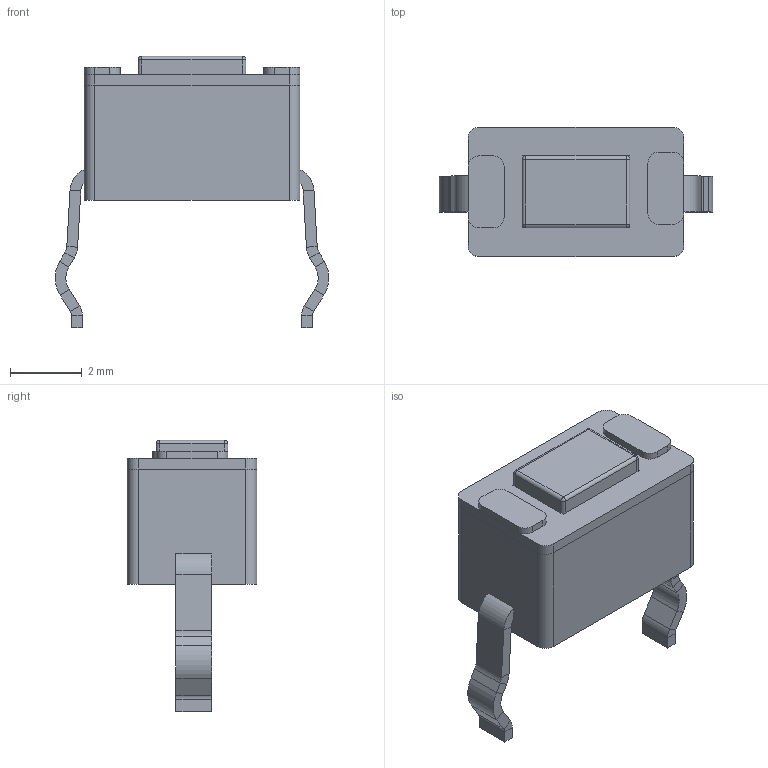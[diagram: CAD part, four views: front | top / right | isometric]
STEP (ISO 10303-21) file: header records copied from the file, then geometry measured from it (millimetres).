
FILE_DESCRIPTION(('FreeCAD Model'),'2;1');
FILE_NAME('Open CASCADE Shape Model','2023-03-02T17:43:08',( 'kicad StepUp'),('ksu MCAD'),'Open CASCADE STEP processor 7.6', 'FreeCAD','Unknown');
FILE_SCHEMA(('AUTOMOTIVE_DESIGN { 1 0 10303 214 1 1 1 1 }'));
Length unit declared in the file: millimetre
Products named in the file (1): TACT_SWITCH_6x3.5mm
Bounding box: 7.61 x 3.6 x 7.55 mm (x, y, z)
Volume: 61.9 mm3; surface area: 188.7 mm2
Topology: 1 solids, 2 shells, 141 faces, 318 edges, 180 vertices
Faces by surface type: plane 97, cylinder 40, sphere 4
Entity records: 4396 total; most frequent: DIRECTION 674, CARTESIAN_POINT 636, ORIENTED_EDGE 628, EDGE_CURVE 314, LINE 238, VECTOR 238, AXIS2_PLACEMENT_3D 218, VERTEX_POINT 180
